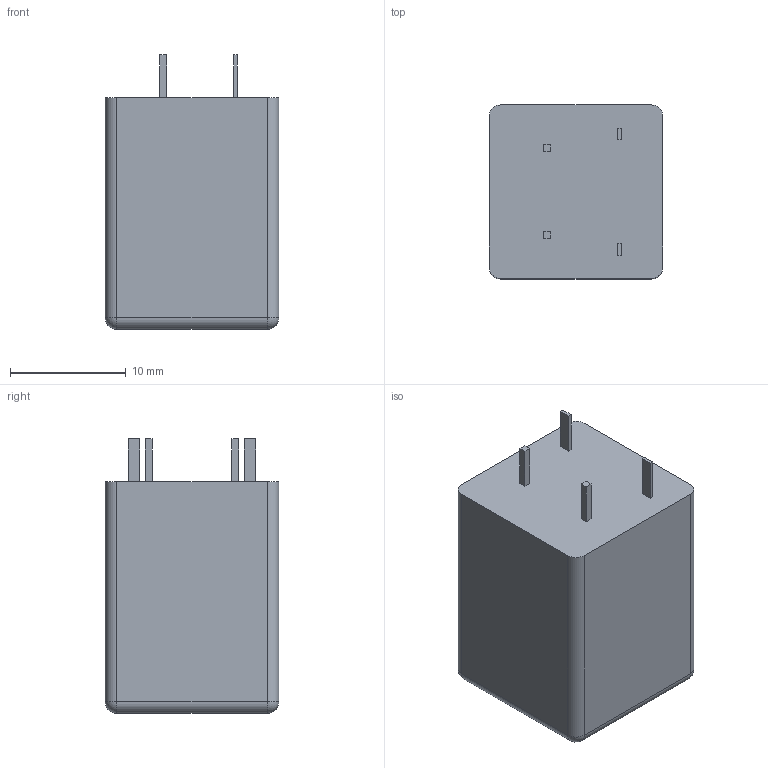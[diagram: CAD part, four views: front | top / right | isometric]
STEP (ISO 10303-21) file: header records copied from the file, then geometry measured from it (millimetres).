
FILE_DESCRIPTION((''),'2;1');
FILE_NAME('C-3-1415030-1','2022-06-22T01:55:52',('workeradm'),('TE Connectivity Ltd.'),'CREO PARAMETRIC BY PTC INC, 2021072','CREO PARAMETRIC BY PTC INC, 2021072','');
FILE_SCHEMA(('AUTOMOTIVE_DESIGN { 1 0 10303 214 1 1 1 1 }'));
Length unit declared in the file: millimetre
Products named in the file (1): C-3-1415030-1
Bounding box: 15 x 15 x 23.7 mm (x, y, z)
Volume: 4475.5 mm3; surface area: 1625.5 mm2
Topology: 1 solids, 1 shells, 38 faces, 84 edges, 52 vertices
Faces by surface type: plane 26, cylinder 8, sphere 4
Entity records: 1204 total; most frequent: CARTESIAN_POINT 176, DIRECTION 176, ORIENTED_EDGE 168, COLOUR_RGB 126, EDGE_CURVE 84, VECTOR 68, LINE 68, AXIS2_PLACEMENT_3D 54
